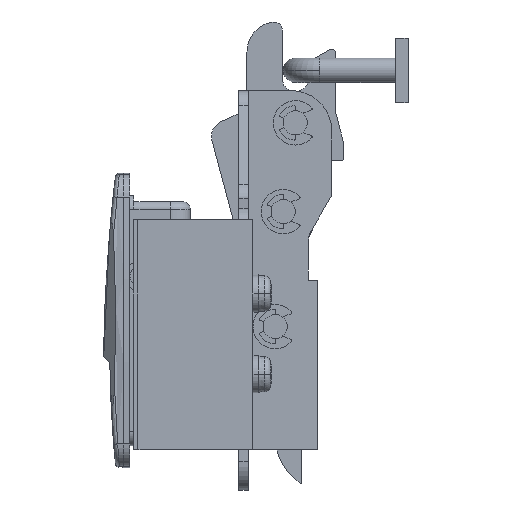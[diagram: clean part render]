
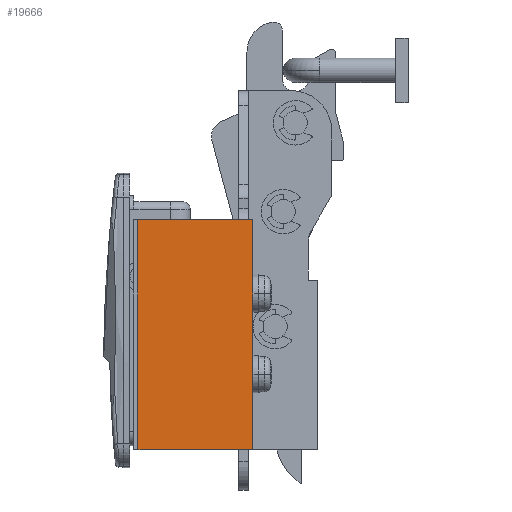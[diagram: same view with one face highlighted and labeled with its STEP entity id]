
A CAD part, left-side view. The second image highlights one B-rep face of the part: STEP entity #19666.
In plain terms, the highlighted face is planar.
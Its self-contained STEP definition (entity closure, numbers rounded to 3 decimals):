
#1175 = LINE ( 'NONE', #8894, #9793 ) ;
#1369 = CARTESIAN_POINT ( 'NONE',  ( 1.2, -1.2, 28.5 ) ) ;
#2321 = DIRECTION ( 'NONE',  ( -1., 0., 0. ) ) ;
#2999 = ORIENTED_EDGE ( 'NONE', *, *, #3051, .T. ) ;
#3051 = EDGE_CURVE ( 'NONE', #17856, #5638, #1175, .T. ) ;
#3227 = LINE ( 'NONE', #1369, #20501 ) ;
#3679 = VERTEX_POINT ( 'NONE', #7915 ) ;
#3783 = CARTESIAN_POINT ( 'NONE',  ( 1.2, -29.7, -28.5 ) ) ;
#4063 = CARTESIAN_POINT ( 'NONE',  ( 1.2, -29.7, 28.5 ) ) ;
#4809 = EDGE_LOOP ( 'NONE', ( #2999, #15164, #10247, #15874 ) ) ;
#5013 = LINE ( 'NONE', #7054, #13141 ) ;
#5088 = EDGE_CURVE ( 'NONE', #6335, #17856, #14790, .T. ) ;
#5638 = VERTEX_POINT ( 'NONE', #5706 ) ;
#5706 = CARTESIAN_POINT ( 'NONE',  ( 1.2, -1.2, -28.5 ) ) ;
#6335 = VERTEX_POINT ( 'NONE', #17175 ) ;
#7054 = CARTESIAN_POINT ( 'NONE',  ( 1.2, -1.2, 28.5 ) ) ;
#7915 = CARTESIAN_POINT ( 'NONE',  ( 1.2, -1.2, 28.5 ) ) ;
#8894 = CARTESIAN_POINT ( 'NONE',  ( 1.2, -1.2, -28.5 ) ) ;
#9793 = VECTOR ( 'NONE', #10499, 1000. ) ;
#10247 = ORIENTED_EDGE ( 'NONE', *, *, #15727, .F. ) ;
#10499 = DIRECTION ( 'NONE',  ( 0., 1., 0. ) ) ;
#10506 = DIRECTION ( 'NONE',  ( 0., 0., -1. ) ) ;
#12044 = CARTESIAN_POINT ( 'NONE',  ( 1.2, -1.2, 28.5 ) ) ;
#12716 = DIRECTION ( 'NONE',  ( 0., 1., 0. ) ) ;
#13141 = VECTOR ( 'NONE', #15144, 1000. ) ;
#13596 = PLANE ( 'NONE',  #16868 ) ;
#13669 = DIRECTION ( 'NONE',  ( 0., -1., 0. ) ) ;
#14790 = LINE ( 'NONE', #4063, #15815 ) ;
#15144 = DIRECTION ( 'NONE',  ( 0., 0., -1. ) ) ;
#15164 = ORIENTED_EDGE ( 'NONE', *, *, #15978, .F. ) ;
#15727 = EDGE_CURVE ( 'NONE', #6335, #3679, #3227, .T. ) ;
#15815 = VECTOR ( 'NONE', #10506, 1000. ) ;
#15874 = ORIENTED_EDGE ( 'NONE', *, *, #5088, .T. ) ;
#15978 = EDGE_CURVE ( 'NONE', #3679, #5638, #5013, .T. ) ;
#16868 = AXIS2_PLACEMENT_3D ( 'NONE', #12044, #2321, #13669 ) ;
#17175 = CARTESIAN_POINT ( 'NONE',  ( 1.2, -29.7, 28.5 ) ) ;
#17856 = VERTEX_POINT ( 'NONE', #3783 ) ;
#19136 = FACE_OUTER_BOUND ( 'NONE', #4809, .T. ) ;
#19666 = ADVANCED_FACE ( 'NONE', ( #19136 ), #13596, .F. ) ;
#20501 = VECTOR ( 'NONE', #12716, 1000. ) ;
